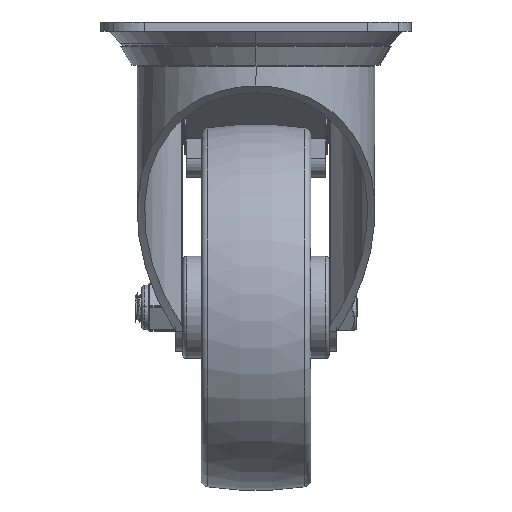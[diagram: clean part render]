
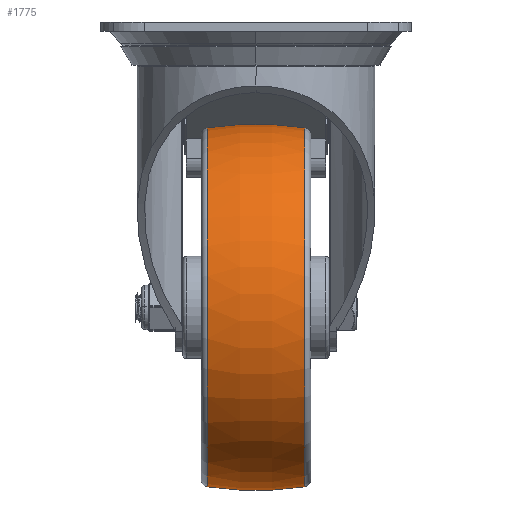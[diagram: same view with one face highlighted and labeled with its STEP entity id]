
A CAD part, left-side view. The second image highlights one B-rep face of the part: STEP entity #1775.
In plain terms, the highlighted toroidal (fillet/blend) face has major radius 40.625 mm and minor radius 90.625 mm.
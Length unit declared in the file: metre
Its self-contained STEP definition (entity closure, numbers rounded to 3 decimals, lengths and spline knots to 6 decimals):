
#1775=ADVANCED_FACE('0:4107',(#3070),#3071,.T.);
#3070=FACE_OUTER_BOUND('',#5228,.T.);
#3071=TOROIDAL_SURFACE('',#5229,-0.040625,0.090625);
#5228=EDGE_LOOP('',(#14253,#14254,#14255,#14256));
#5229=AXIS2_PLACEMENT_3D('',#14257,#14258,#14259);
#14253=ORIENTED_EDGE('',*,*,#18493,.T.);
#14254=ORIENTED_EDGE('',*,*,#18501,.F.);
#14255=ORIENTED_EDGE('',*,*,#18495,.T.);
#14256=ORIENTED_EDGE('',*,*,#18499,.T.);
#14257=CARTESIAN_POINT('',(0.0,0.,0.0));
#14258=DIRECTION('',(0.0,1.0,0.));
#14259=DIRECTION('',(-0.0,0.,1.0));
#18493=EDGE_CURVE('',#21215,#21207,#21216,.T.);
#18495=EDGE_CURVE('',#21210,#21217,#21219,.T.);
#18499=EDGE_CURVE('0:4122',#21217,#21215,#21225,.T.);
#18501=EDGE_CURVE('0:4128',#21210,#21207,#21227,.T.);
#21207=VERTEX_POINT('',#26096);
#21210=VERTEX_POINT('',#26099);
#21215=VERTEX_POINT('',#26104);
#21216=CIRCLE('',#26105,0.090625);
#21217=VERTEX_POINT('',#26106);
#21219=CIRCLE('',#26108,0.090625);
#21225=CIRCLE('',#26114,0.04902);
#21227=CIRCLE('',#26116,0.04902);
#26096=CARTESIAN_POINT('',(0.0,0.013293,0.04902));
#26099=CARTESIAN_POINT('',(0.,0.013293,-0.04902));
#26104=CARTESIAN_POINT('',(0.0,-0.013293,0.04902));
#26105=AXIS2_PLACEMENT_3D('',#32077,#32078,#32079);
#26106=CARTESIAN_POINT('',(0.,-0.013293,-0.04902));
#26108=AXIS2_PLACEMENT_3D('',#32083,#32084,#32085);
#26114=AXIS2_PLACEMENT_3D('',#32095,#32096,#32097);
#26116=AXIS2_PLACEMENT_3D('',#32101,#32102,#32103);
#32077=CARTESIAN_POINT('',(0.,0.,-0.040625));
#32078=DIRECTION('',(-1.0,0.,0.));
#32079=DIRECTION('',(0.,0.,1.0));
#32083=CARTESIAN_POINT('',(0.,0.,0.040625));
#32084=DIRECTION('',(-1.0,0.,0.));
#32085=DIRECTION('',(0.,0.,-1.0));
#32095=CARTESIAN_POINT('',(0.0,-0.013293,0.));
#32096=DIRECTION('',(0.0,1.0,0.));
#32097=DIRECTION('',(0.0,0.,1.0));
#32101=CARTESIAN_POINT('',(0.0,0.013293,0.));
#32102=DIRECTION('',(0.0,1.0,0.));
#32103=DIRECTION('',(0.0,0.,1.0));
